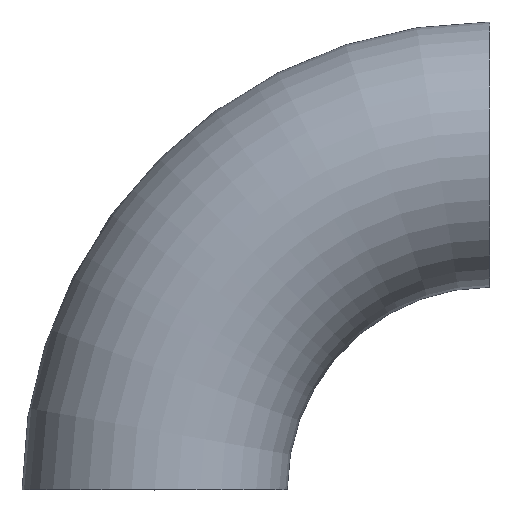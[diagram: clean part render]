
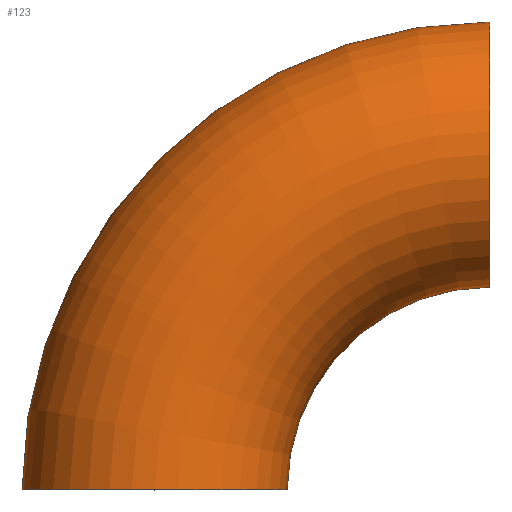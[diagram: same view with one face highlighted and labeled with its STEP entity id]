
A CAD part, top view. The second image highlights one B-rep face of the part: STEP entity #123.
In plain terms, the highlighted toroidal (fillet/blend) face has major radius 450 mm and minor radius 178 mm.
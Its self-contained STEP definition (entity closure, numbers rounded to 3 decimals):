
#1 = VERTEX_POINT ( 'NONE', #19 ) ;
#2 = CARTESIAN_POINT ( 'NONE',  ( -178., 0., 0. ) ) ;
#4 = DIRECTION ( 'NONE',  ( 0., 0., 1. ) ) ;
#16 = ORIENTED_EDGE ( 'NONE', *, *, #98, .T. ) ;
#19 = CARTESIAN_POINT ( 'NONE',  ( 450., 628., 0. ) ) ;
#31 = ORIENTED_EDGE ( 'NONE', *, *, #160, .F. ) ;
#39 = EDGE_CURVE ( 'NONE', #1, #172, #207, .T. ) ;
#45 = CARTESIAN_POINT ( 'NONE',  ( 450., 272., 0. ) ) ;
#48 = CIRCLE ( 'NONE', #180, 178. ) ;
#61 = CARTESIAN_POINT ( 'NONE',  ( 450., 0., 0. ) ) ;
#70 = EDGE_CURVE ( 'NONE', #1, #248, #97, .T. ) ;
#73 = VERTEX_POINT ( 'NONE', #131 ) ;
#75 = AXIS2_PLACEMENT_3D ( 'NONE', #232, #128, #96 ) ;
#82 = DIRECTION ( 'NONE',  ( 1., 0., 0. ) ) ;
#83 = CARTESIAN_POINT ( 'NONE',  ( 0., 0., 0. ) ) ;
#90 = ORIENTED_EDGE ( 'NONE', *, *, #70, .F. ) ;
#96 = DIRECTION ( 'NONE',  ( 1., 0., 0. ) ) ;
#97 = CIRCLE ( 'NONE', #235, 178. ) ;
#98 = EDGE_CURVE ( 'NONE', #172, #73, #48, .T. ) ;
#123 = ADVANCED_FACE ( 'NONE', ( #132 ), #151, .T. ) ;
#128 = DIRECTION ( 'NONE',  ( 0., 0., 1. ) ) ;
#131 = CARTESIAN_POINT ( 'NONE',  ( 178., 0., 0. ) ) ;
#132 = FACE_OUTER_BOUND ( 'NONE', #247, .T. ) ;
#134 = DIRECTION ( 'NONE',  ( 0., 0., 1. ) ) ;
#151 = TOROIDAL_SURFACE ( 'NONE', #228, 450., 178. ) ;
#154 = DIRECTION ( 'NONE',  ( 0., 0., 1. ) ) ;
#156 = ORIENTED_EDGE ( 'NONE', *, *, #39, .T. ) ;
#160 = EDGE_CURVE ( 'NONE', #248, #73, #202, .T. ) ;
#172 = VERTEX_POINT ( 'NONE', #2 ) ;
#174 = DIRECTION ( 'NONE',  ( 1., 0., 0. ) ) ;
#180 = AXIS2_PLACEMENT_3D ( 'NONE', #83, #218, #239 ) ;
#192 = AXIS2_PLACEMENT_3D ( 'NONE', #219, #134, #238 ) ;
#200 = CARTESIAN_POINT ( 'NONE',  ( 450., 450., 0. ) ) ;
#202 = CIRCLE ( 'NONE', #192, 272. ) ;
#207 = CIRCLE ( 'NONE', #75, 628. ) ;
#218 = DIRECTION ( 'NONE',  ( 0., 1., 0. ) ) ;
#219 = CARTESIAN_POINT ( 'NONE',  ( 450., 0., 0. ) ) ;
#228 = AXIS2_PLACEMENT_3D ( 'NONE', #61, #4, #82 ) ;
#232 = CARTESIAN_POINT ( 'NONE',  ( 450., 0., 0. ) ) ;
#235 = AXIS2_PLACEMENT_3D ( 'NONE', #200, #174, #154 ) ;
#238 = DIRECTION ( 'NONE',  ( 1., 0., 0. ) ) ;
#239 = DIRECTION ( 'NONE',  ( 0., 0., 1. ) ) ;
#247 = EDGE_LOOP ( 'NONE', ( #90, #156, #16, #31 ) ) ;
#248 = VERTEX_POINT ( 'NONE', #45 ) ;
